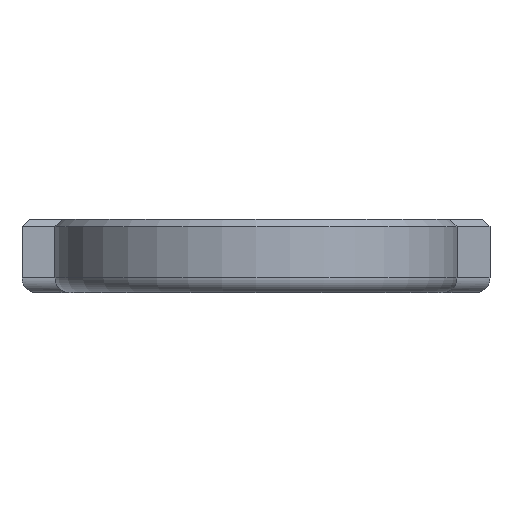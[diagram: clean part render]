
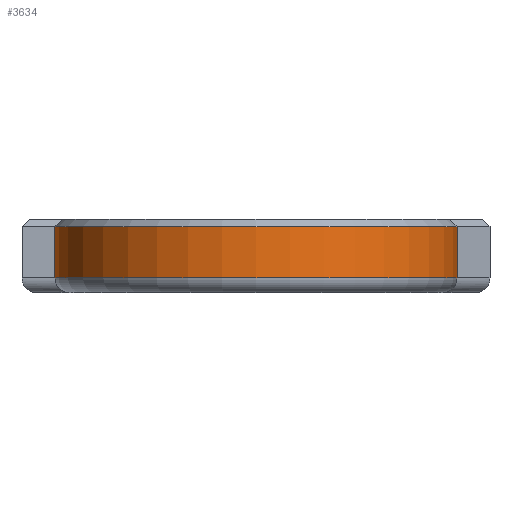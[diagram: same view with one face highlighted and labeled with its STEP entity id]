
A CAD part, front view. The second image highlights one B-rep face of the part: STEP entity #3634.
In plain terms, the highlighted cylindrical face has radius 27.5 mm (diameter 55 mm), a partial arc.
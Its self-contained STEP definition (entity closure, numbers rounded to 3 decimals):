
#453=FACE_OUTER_BOUND('',#655,.T.);
#655=EDGE_LOOP('',(#3223,#3224,#3225,#3226));
#1020=LINE('',#6272,#1359);
#1021=LINE('',#6273,#1360);
#1359=VECTOR('',#5055,10.);
#1360=VECTOR('',#5056,10.);
#1444=CIRCLE('',#3947,27.5);
#1474=CIRCLE('',#4003,27.5);
#1772=VERTEX_POINT('',#6050);
#1775=VERTEX_POINT('',#6055);
#1812=VERTEX_POINT('',#6236);
#1814=VERTEX_POINT('',#6242);
#2262=EDGE_CURVE('',#1775,#1772,#1444,.T.);
#2328=EDGE_CURVE('',#1812,#1814,#1474,.T.);
#2342=EDGE_CURVE('',#1814,#1775,#1020,.T.);
#2343=EDGE_CURVE('',#1772,#1812,#1021,.T.);
#3223=ORIENTED_EDGE('',*,*,#2262,.F.);
#3224=ORIENTED_EDGE('',*,*,#2342,.F.);
#3225=ORIENTED_EDGE('',*,*,#2328,.F.);
#3226=ORIENTED_EDGE('',*,*,#2343,.F.);
#3455=CYLINDRICAL_SURFACE('',#4013,27.5);
#3634=ADVANCED_FACE('',(#453),#3455,.T.);
#3947=AXIS2_PLACEMENT_3D('',#6057,#4878,#4879);
#4003=AXIS2_PLACEMENT_3D('',#6246,#5023,#5024);
#4013=AXIS2_PLACEMENT_3D('',#6271,#5053,#5054);
#4878=DIRECTION('center_axis',(0.,0.,-1.));
#4879=DIRECTION('ref_axis',(0.,-1.,0.));
#5023=DIRECTION('center_axis',(0.,0.,1.));
#5024=DIRECTION('ref_axis',(1.,0.,0.));
#5053=DIRECTION('center_axis',(0.,0.,1.));
#5054=DIRECTION('ref_axis',(0.,-1.,0.));
#5055=DIRECTION('',(0.,0.,-1.));
#5056=DIRECTION('',(0.,0.,1.));
#6050=CARTESIAN_POINT('',(-18.333,20.497,4.5));
#6055=CARTESIAN_POINT('',(18.333,20.497,4.5));
#6057=CARTESIAN_POINT('Origin',(0.,0.,4.5));
#6236=CARTESIAN_POINT('',(-18.333,20.497,11.5));
#6242=CARTESIAN_POINT('',(18.333,20.497,11.5));
#6246=CARTESIAN_POINT('Origin',(0.,0.,11.5));
#6271=CARTESIAN_POINT('Origin',(0.,0.,2.5));
#6272=CARTESIAN_POINT('',(18.333,20.497,2.5));
#6273=CARTESIAN_POINT('',(-18.333,20.497,2.5));
